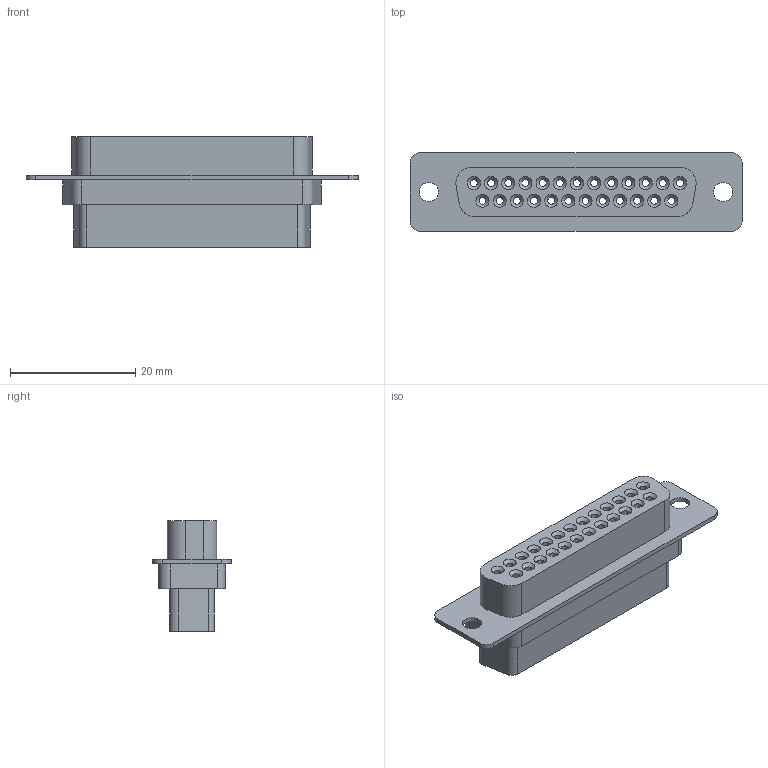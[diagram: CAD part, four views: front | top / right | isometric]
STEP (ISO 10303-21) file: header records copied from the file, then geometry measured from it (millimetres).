
FILE_DESCRIPTION(/* description */ ('Receptacle, Subminiature D Connector'),/* implementation_level */ '2;1');
FILE_NAME(/* name */ 'db25.stp',/* time_stamp */ '2021-12-06T14:52:12+03:00',/* author */ ('Ali'),/* organization */ (''),/* preprocessor_version */ 'ST-DEVELOPER v18.1',/* originating_system */ 'Autodesk Inventor 2021',/* authorisation */ '');
FILE_SCHEMA (('AUTOMOTIVE_DESIGN { 1 0 10303 214 3 1 1 }'));
Length unit declared in the file: inch
Products named in the file (1): D-Sub Female 25CKT Crimp
Bounding box: 53.04 x 12.55 x 17.7 mm (x, y, z)
Volume: 4570 mm3; surface area: 5335 mm2
Topology: 1 solids, 1 shells, 147 faces, 323 edges, 207 vertices
Faces by surface type: cylinder 68, plane 54, cone 25
Full cylindrical faces by diameter (mm): 1.118 x25, 2.21 x25, 3.048 x2
Entity records: 4403 total; most frequent: DIRECTION 780, CARTESIAN_POINT 678, ORIENTED_EDGE 646, EDGE_CURVE 323, AXIS2_PLACEMENT_3D 309, EDGE_LOOP 230, VERTEX_POINT 207, LINE 162
